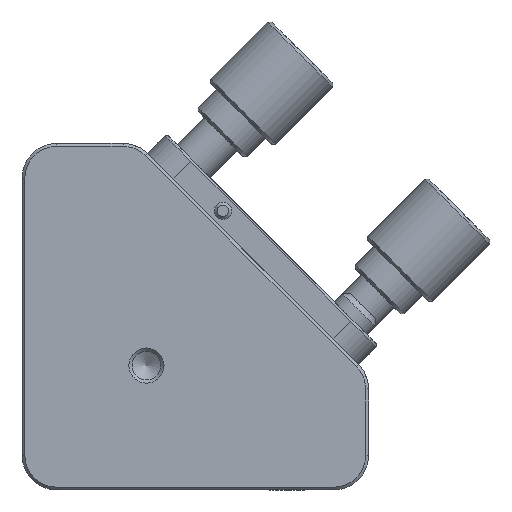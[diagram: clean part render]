
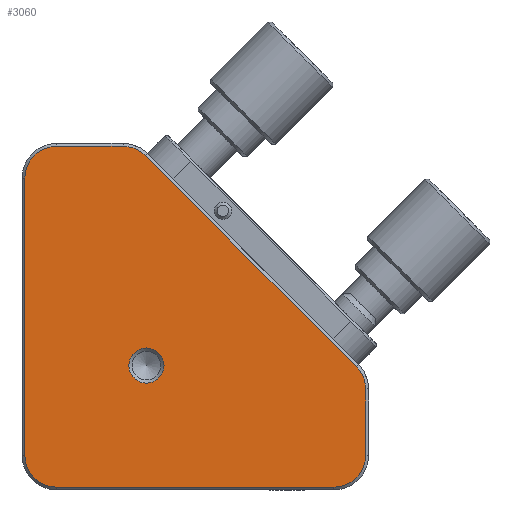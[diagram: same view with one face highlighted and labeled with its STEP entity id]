
A CAD part, front view. The second image highlights one B-rep face of the part: STEP entity #3060.
In plain terms, the highlighted planar face has unit normal (0, -1, 0).
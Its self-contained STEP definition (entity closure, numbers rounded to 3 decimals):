
#356 = CARTESIAN_POINT ( 'NONE',  ( 12.037, -15.037, -14.787 ) ) ;
#636 = DIRECTION ( 'NONE',  ( 0., 1., 0. ) ) ;
#702 = EDGE_CURVE ( 'NONE', #2954, #7167, #11296, .T. ) ;
#905 = CARTESIAN_POINT ( 'NONE',  ( 14.787, -15.037, -12.037 ) ) ;
#922 = VECTOR ( 'NONE', #5222, 1000. ) ;
#963 = DIRECTION ( 'NONE',  ( 0., -1., 0. ) ) ;
#991 = DIRECTION ( 'NONE',  ( 0., 1., 0. ) ) ;
#1017 = AXIS2_PLACEMENT_3D ( 'NONE', #3426, #636, #7990 ) ;
#1034 = VERTEX_POINT ( 'NONE', #905 ) ;
#1074 = VERTEX_POINT ( 'NONE', #6122 ) ;
#1119 = CIRCLE ( 'NONE', #6791, 2.75 ) ;
#1184 = EDGE_CURVE ( 'NONE', #1888, #1888, #5245, .T. ) ;
#1205 = LINE ( 'NONE', #4815, #9998 ) ;
#1206 = CARTESIAN_POINT ( 'NONE',  ( 14.787, -15.037, 0. ) ) ;
#1345 = DIRECTION ( 'NONE',  ( -1., 0., 0. ) ) ;
#1510 = EDGE_CURVE ( 'NONE', #5580, #1074, #2732, .T. ) ;
#1602 = LINE ( 'NONE', #8231, #922 ) ;
#1713 = ORIENTED_EDGE ( 'NONE', *, *, #702, .F. ) ;
#1763 = ORIENTED_EDGE ( 'NONE', *, *, #2397, .F. ) ;
#1888 = VERTEX_POINT ( 'NONE', #10177 ) ;
#2397 = EDGE_CURVE ( 'NONE', #7167, #11299, #1119, .T. ) ;
#2421 = AXIS2_PLACEMENT_3D ( 'NONE', #8064, #11617, #9853 ) ;
#2626 = VECTOR ( 'NONE', #11102, 1000. ) ;
#2732 = LINE ( 'NONE', #3630, #5805 ) ;
#2770 = AXIS2_PLACEMENT_3D ( 'NONE', #4722, #991, #4603 ) ;
#2802 = DIRECTION ( 'NONE',  ( 0., 0., -1. ) ) ;
#2872 = ORIENTED_EDGE ( 'NONE', *, *, #10734, .F. ) ;
#2954 = VERTEX_POINT ( 'NONE', #356 ) ;
#2978 = CARTESIAN_POINT ( 'NONE',  ( -6.263, -15.037, 12.037 ) ) ;
#3060 = ADVANCED_FACE ( 'NONE', ( #11500, #7180 ), #8777, .F. ) ;
#3133 = CIRCLE ( 'NONE', #8425, 2.75 ) ;
#3426 = CARTESIAN_POINT ( 'NONE',  ( 12.037, -15.037, -6.263 ) ) ;
#3551 = CARTESIAN_POINT ( 'NONE',  ( -12.037, -15.037, 14.787 ) ) ;
#3630 = CARTESIAN_POINT ( 'NONE',  ( 0., -15.037, 14.787 ) ) ;
#3734 = ORIENTED_EDGE ( 'NONE', *, *, #8284, .F. ) ;
#3877 = DIRECTION ( 'NONE',  ( 0.707, 0., -0.707 ) ) ;
#3975 = CARTESIAN_POINT ( 'NONE',  ( -14.787, -15.037, -12.037 ) ) ;
#4076 = CIRCLE ( 'NONE', #6910, 2.75 ) ;
#4132 = CARTESIAN_POINT ( 'NONE',  ( 13.981, -15.037, -4.318 ) ) ;
#4429 = EDGE_LOOP ( 'NONE', ( #10955, #7525, #10531, #7731, #2872, #11548, #5596, #3734, #1763, #1713 ) ) ;
#4603 = DIRECTION ( 'NONE',  ( -1., 0., 0. ) ) ;
#4629 = EDGE_CURVE ( 'NONE', #1034, #2954, #5417, .T. ) ;
#4722 = CARTESIAN_POINT ( 'NONE',  ( 12.037, -15.037, -12.037 ) ) ;
#4815 = CARTESIAN_POINT ( 'NONE',  ( -4.318, -15.037, 13.981 ) ) ;
#4849 = AXIS2_PLACEMENT_3D ( 'NONE', #9088, #963, #2802 ) ;
#5222 = DIRECTION ( 'NONE',  ( 0., 0., 1. ) ) ;
#5245 = CIRCLE ( 'NONE', #4849, 1.525 ) ;
#5417 = CIRCLE ( 'NONE', #2770, 2.75 ) ;
#5580 = VERTEX_POINT ( 'NONE', #3551 ) ;
#5596 = ORIENTED_EDGE ( 'NONE', *, *, #10670, .F. ) ;
#5663 = LINE ( 'NONE', #1206, #2626 ) ;
#5805 = VECTOR ( 'NONE', #7237, 1000. ) ;
#5903 = VERTEX_POINT ( 'NONE', #10465 ) ;
#6012 = VERTEX_POINT ( 'NONE', #4132 ) ;
#6048 = VECTOR ( 'NONE', #1345, 1000. ) ;
#6122 = CARTESIAN_POINT ( 'NONE',  ( -6.263, -15.037, 14.787 ) ) ;
#6791 = AXIS2_PLACEMENT_3D ( 'NONE', #10577, #7782, #8678 ) ;
#6835 = EDGE_LOOP ( 'NONE', ( #7989 ) ) ;
#6910 = AXIS2_PLACEMENT_3D ( 'NONE', #2978, #8322, #11201 ) ;
#7167 = VERTEX_POINT ( 'NONE', #7490 ) ;
#7180 = FACE_OUTER_BOUND ( 'NONE', #4429, .T. ) ;
#7225 = EDGE_CURVE ( 'NONE', #8204, #6012, #1205, .T. ) ;
#7237 = DIRECTION ( 'NONE',  ( 1., 0., 0. ) ) ;
#7490 = CARTESIAN_POINT ( 'NONE',  ( -12.037, -15.037, -14.787 ) ) ;
#7525 = ORIENTED_EDGE ( 'NONE', *, *, #8865, .F. ) ;
#7539 = DIRECTION ( 'NONE',  ( 0., 0., 1. ) ) ;
#7574 = CARTESIAN_POINT ( 'NONE',  ( 0., -15.037, -14.787 ) ) ;
#7731 = ORIENTED_EDGE ( 'NONE', *, *, #7225, .F. ) ;
#7782 = DIRECTION ( 'NONE',  ( 0., 1., 0. ) ) ;
#7989 = ORIENTED_EDGE ( 'NONE', *, *, #1184, .F. ) ;
#7990 = DIRECTION ( 'NONE',  ( 0., 0., 1. ) ) ;
#8064 = CARTESIAN_POINT ( 'NONE',  ( 0., -15.037, 0. ) ) ;
#8204 = VERTEX_POINT ( 'NONE', #8778 ) ;
#8231 = CARTESIAN_POINT ( 'NONE',  ( -14.787, -15.037, 0. ) ) ;
#8284 = EDGE_CURVE ( 'NONE', #11299, #5903, #1602, .T. ) ;
#8322 = DIRECTION ( 'NONE',  ( 0., 1., 0. ) ) ;
#8425 = AXIS2_PLACEMENT_3D ( 'NONE', #8485, #10267, #7539 ) ;
#8485 = CARTESIAN_POINT ( 'NONE',  ( -12.037, -15.037, 12.037 ) ) ;
#8678 = DIRECTION ( 'NONE',  ( -1., 0., 0. ) ) ;
#8777 = PLANE ( 'NONE',  #2421 ) ;
#8778 = CARTESIAN_POINT ( 'NONE',  ( -4.318, -15.037, 13.981 ) ) ;
#8799 = CARTESIAN_POINT ( 'NONE',  ( 14.787, -15.037, -6.263 ) ) ;
#8865 = EDGE_CURVE ( 'NONE', #10405, #1034, #5663, .T. ) ;
#9088 = CARTESIAN_POINT ( 'NONE',  ( -4.237, -15.037, -4.237 ) ) ;
#9725 = CIRCLE ( 'NONE', #1017, 2.75 ) ;
#9853 = DIRECTION ( 'NONE',  ( 0., 0., 1. ) ) ;
#9998 = VECTOR ( 'NONE', #3877, 1000. ) ;
#10177 = CARTESIAN_POINT ( 'NONE',  ( -4.237, -15.037, -5.762 ) ) ;
#10267 = DIRECTION ( 'NONE',  ( 0., 1., 0. ) ) ;
#10405 = VERTEX_POINT ( 'NONE', #8799 ) ;
#10465 = CARTESIAN_POINT ( 'NONE',  ( -14.787, -15.037, 12.037 ) ) ;
#10531 = ORIENTED_EDGE ( 'NONE', *, *, #11646, .F. ) ;
#10577 = CARTESIAN_POINT ( 'NONE',  ( -12.037, -15.037, -12.037 ) ) ;
#10670 = EDGE_CURVE ( 'NONE', #5903, #5580, #3133, .T. ) ;
#10734 = EDGE_CURVE ( 'NONE', #1074, #8204, #4076, .T. ) ;
#10955 = ORIENTED_EDGE ( 'NONE', *, *, #4629, .F. ) ;
#11102 = DIRECTION ( 'NONE',  ( 0., 0., -1. ) ) ;
#11201 = DIRECTION ( 'NONE',  ( 0., 0., 1. ) ) ;
#11296 = LINE ( 'NONE', #7574, #6048 ) ;
#11299 = VERTEX_POINT ( 'NONE', #3975 ) ;
#11500 = FACE_BOUND ( 'NONE', #6835, .T. ) ;
#11548 = ORIENTED_EDGE ( 'NONE', *, *, #1510, .F. ) ;
#11617 = DIRECTION ( 'NONE',  ( 0., 1., 0. ) ) ;
#11646 = EDGE_CURVE ( 'NONE', #6012, #10405, #9725, .T. ) ;
